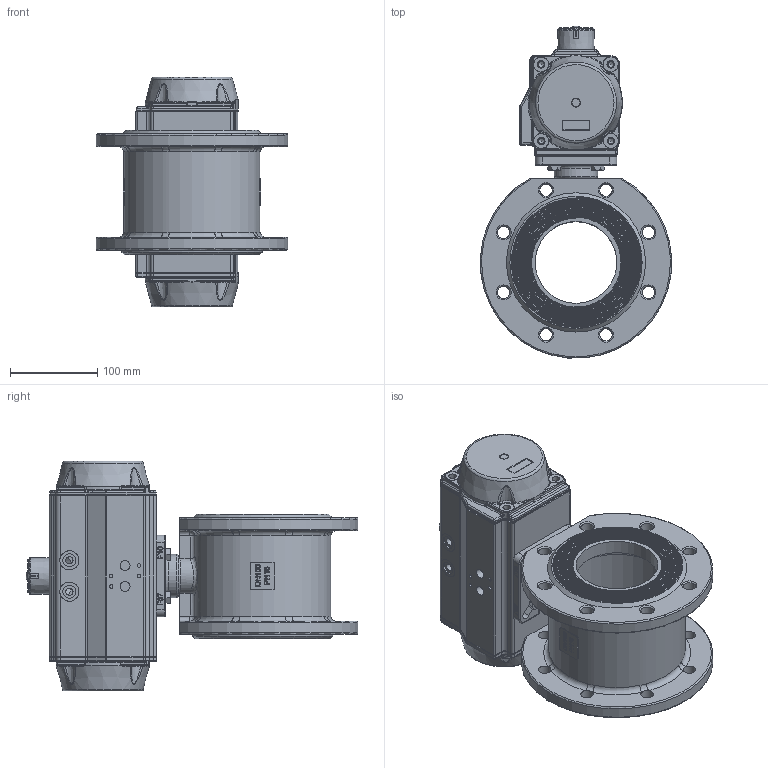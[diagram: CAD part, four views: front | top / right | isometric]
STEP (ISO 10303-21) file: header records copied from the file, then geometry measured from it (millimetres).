
FILE_DESCRIPTION(/* description */ ('Unknown'),/* implementation_level */ '2;1');
FILE_NAME(/* name */ 'PD06 0939-12',/* time_stamp */ '2025-03-19T11:01:06+01:00',/* author */ ('Unknown'),/* organization */ ('Unknown'),/* preprocessor_version */ 'ST-DEVELOPER v19.4',/* originating_system */ 'Solid Edge',/* authorisation */ 'Unknown');
FILE_SCHEMA (('AUTOMOTIVE_DESIGN {1 0 10303 214 3 1 1}'));
Products named in the file (18): PD06 0939-12; 939-12_(8M.460.100); Stem; Paking RING; Body; Nut Stopper; Cap; PD06_PE05; VTE95____; ____; zhou95; vt95_________________MIR; vt95-2016-06-25; Optische Anzeige; ______; ________(___________; cup head nib bolts with large head gb_GB_FASTENER_BOLT_CHNBW M6X25-N; DIN 933 M8x20 A2-70 BLK_EDST
Assembly tree (24 placements, depth 4):
  PD06 0939-12
    939-12_(8M.460.100)
      Stem
      Paking RING
      Body
      Nut Stopper
      Cap
    PD06_PE05
      VTE95____
      ____  x2
      zhou95
      vt95_________________MIR
      vt95-2016-06-25
      Optische Anzeige
        ______
        ________(___________  x4
        cup head nib bolts with large head gb_GB_FASTENER_BOLT_CHNBW M6X25-N
    DIN 933 M8x20 A2-70 BLK_EDST  x4
Bounding box: 219.81 x 381.41 x 264 mm (x, y, z)
Volume: 3144261.7 mm3; surface area: 724528.5 mm2
Topology: 22 solids, 22 shells, 3413 faces, 8464 edges, 5209 vertices
Faces by surface type: plane 1015, cylinder 832, bspline 762, torus 502, cone 257, sphere 45
Full cylindrical faces by diameter (mm): 3 x16, 3.3 x8, 4.134 x8, 4.66 x1, 4.917 x5, 5.5 x1, 6 x2, 6.2 x1, 6.647 x12, 8 x8, 8.376 x2, 11.445 x2, 12 x2, 13 x4, 14.2 x16, 15 x2, 16.2 x1, 16.4 x1, 17 x4, 18.3 x1, 18.7 x1, 20 x5, 22 x5, 22.1 x1, 22.2 x1, 24.5 x14, 27 x1, 27.6 x1, 28 x2, 29 x1
Entity records: 138496 total; most frequent: CARTESIAN_POINT 81052, ORIENTED_EDGE 12610, DIRECTION 10135, EDGE_CURVE 6305, VERTEX_POINT 4101, AXIS2_PLACEMENT_3D 3965, FACE_BOUND 3214, EDGE_LOOP 3206
